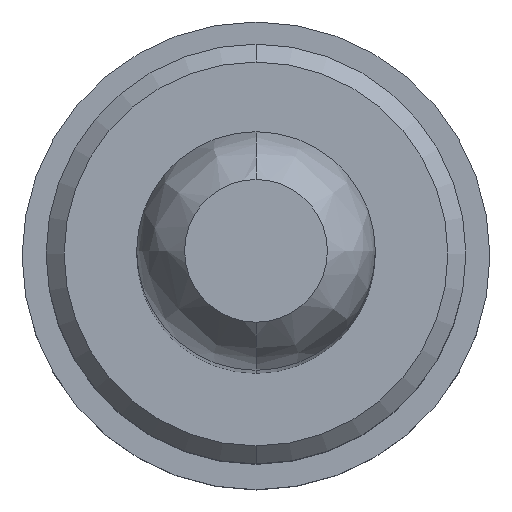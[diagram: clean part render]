
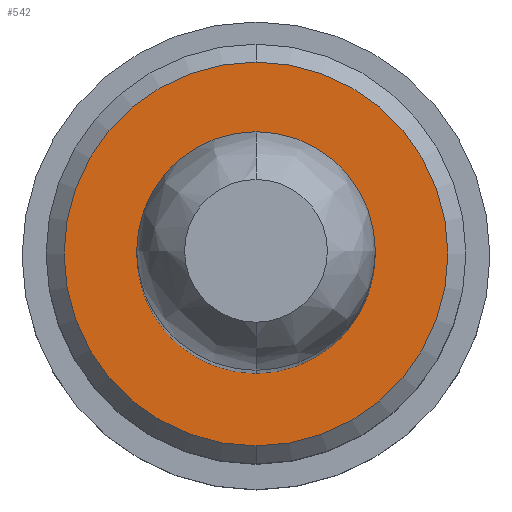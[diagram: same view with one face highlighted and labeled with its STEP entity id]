
A CAD part, top view. The second image highlights one B-rep face of the part: STEP entity #542.
In plain terms, the highlighted planar face has unit normal (0, 0, 1).
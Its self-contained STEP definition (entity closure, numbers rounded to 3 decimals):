
#51=CARTESIAN_POINT('',(0.,0.,0.5));
#52=DIRECTION('',(0.,0.,1.));
#53=DIRECTION('',(0.,1.,0.));
#54=AXIS2_PLACEMENT_3D('',#51,#52,#53);
#69=CARTESIAN_POINT('',(0.,0.,0.5));
#70=DIRECTION('',(0.,0.,-1.));
#71=DIRECTION('',(0.,1.,0.));
#72=AXIS2_PLACEMENT_3D('',#69,#70,#71);
#79=CARTESIAN_POINT('',(0.,0.,0.5));
#80=DIRECTION('',(0.,0.,-1.));
#81=DIRECTION('',(0.,1.,0.));
#82=AXIS2_PLACEMENT_3D('',#79,#80,#81);
#92=CARTESIAN_POINT('',(0.,0.,0.5));
#93=DIRECTION('',(0.,0.,1.));
#94=DIRECTION('',(0.,1.,0.));
#95=AXIS2_PLACEMENT_3D('',#92,#93,#94);
#387=CARTESIAN_POINT('',(0.,0.995,0.5));
#389=VERTEX_POINT('',#387);
#393=CARTESIAN_POINT('',(0.,-0.995,0.5));
#395=VERTEX_POINT('',#393);
#457=CARTESIAN_POINT('',(0.,1.6,0.5));
#458=CARTESIAN_POINT('',(0.,-1.6,0.5));
#459=VERTEX_POINT('',#457);
#460=VERTEX_POINT('',#458);
#526=CARTESIAN_POINT('',(0.,0.,0.5));
#527=DIRECTION('',(0.,0.,-1.));
#528=DIRECTION('',(0.,-1.,0.));
#529=AXIS2_PLACEMENT_3D('',#526,#527,#528);
#530=PLANE('',#529);
#531=ORIENTED_EDGE('',*,*,#516,.F.);
#533=ORIENTED_EDGE('',*,*,#532,.T.);
#534=EDGE_LOOP('',(#531,#533));
#535=FACE_OUTER_BOUND('',#534,.F.);
#537=ORIENTED_EDGE('',*,*,#536,.F.);
#539=ORIENTED_EDGE('',*,*,#538,.T.);
#540=EDGE_LOOP('',(#537,#539));
#541=FACE_BOUND('',#540,.F.);
#55=CIRCLE('',#54,1.6);
#73=CIRCLE('',#72,1.6);
#83=CIRCLE('',#82,0.995);
#96=CIRCLE('',#95,0.995);
#516=EDGE_CURVE('',#459,#460,#55,.T.);
#532=EDGE_CURVE('',#459,#460,#73,.T.);
#536=EDGE_CURVE('',#389,#395,#83,.T.);
#538=EDGE_CURVE('',#389,#395,#96,.T.);
#542=ADVANCED_FACE('',(#535,#541),#530,.F.);
